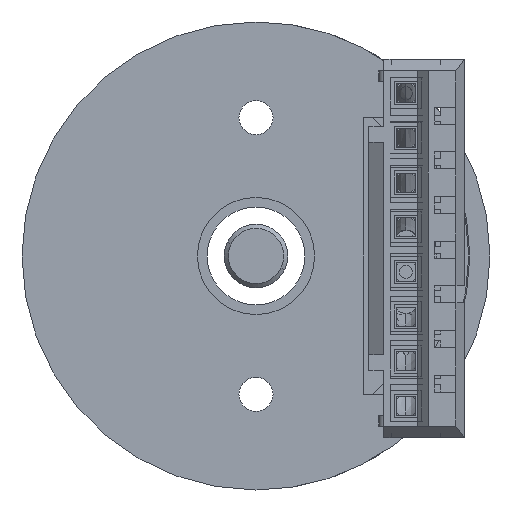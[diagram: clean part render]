
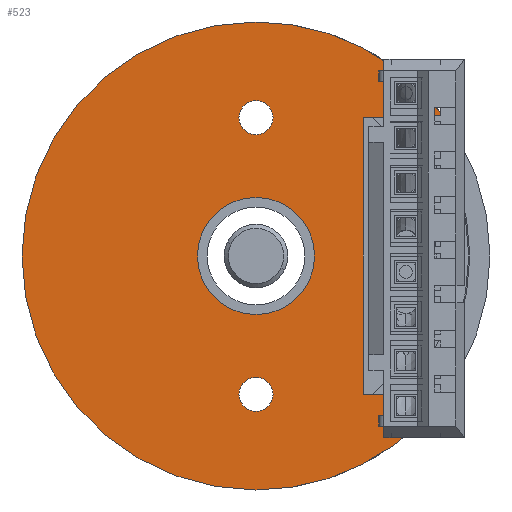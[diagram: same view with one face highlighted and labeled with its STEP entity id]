
A CAD part, front view. The second image highlights one B-rep face of the part: STEP entity #523.
In plain terms, the highlighted planar face has unit normal (0, -1, 0).
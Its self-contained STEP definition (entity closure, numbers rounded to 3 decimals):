
#91 = CARTESIAN_POINT ( 'NONE',  ( 0., 0., 6.5 ) ) ;
#302 = LINE ( 'NONE', #16251, #7839 ) ;
#472 = VERTEX_POINT ( 'NONE', #15759 ) ;
#523 = ADVANCED_FACE ( 'NONE', ( #12262, #8501, #15515, #11796 ), #14484, .T. ) ;
#579 = CARTESIAN_POINT ( 'NONE',  ( 0., 0., 0. ) ) ;
#593 = CARTESIAN_POINT ( 'NONE',  ( 5.05, 0., 0. ) ) ;
#992 = LINE ( 'NONE', #593, #8049 ) ;
#1171 = CARTESIAN_POINT ( 'NONE',  ( 0., 0., 11. ) ) ;
#1215 = EDGE_CURVE ( 'NONE', #14848, #8340, #17938, .T. ) ;
#1257 = VERTEX_POINT ( 'NONE', #8301 ) ;
#1317 = CARTESIAN_POINT ( 'NONE',  ( 0., 0., 5.7 ) ) ;
#1520 = DIRECTION ( 'NONE',  ( 0., 0., -1. ) ) ;
#1878 = DIRECTION ( 'NONE',  ( 0., -1., 0. ) ) ;
#1884 = EDGE_LOOP ( 'NONE', ( #16061, #2262, #10924, #14784, #10012, #11593 ) ) ;
#1994 = DIRECTION ( 'NONE',  ( 0., 0., -1. ) ) ;
#2060 = CIRCLE ( 'NONE', #9249, 11. ) ;
#2155 = CARTESIAN_POINT ( 'NONE',  ( 0., 0., 0. ) ) ;
#2208 = DIRECTION ( 'NONE',  ( 0., -1., 0. ) ) ;
#2262 = ORIENTED_EDGE ( 'NONE', *, *, #7051, .F. ) ;
#2708 = CIRCLE ( 'NONE', #6902, 2.75 ) ;
#3503 = EDGE_CURVE ( 'NONE', #10743, #14382, #12784, .T. ) ;
#3561 = DIRECTION ( 'NONE',  ( 0., 0., -1. ) ) ;
#3839 = CARTESIAN_POINT ( 'NONE',  ( 5.05, 0., -6.5 ) ) ;
#3949 = DIRECTION ( 'NONE',  ( 0., -1., 0. ) ) ;
#4285 = VERTEX_POINT ( 'NONE', #1317 ) ;
#4334 = DIRECTION ( 'NONE',  ( -1., 0., 0. ) ) ;
#5418 = CARTESIAN_POINT ( 'NONE',  ( 0., 0., 0. ) ) ;
#6078 = DIRECTION ( 'NONE',  ( 0., -1., 0. ) ) ;
#6433 = CARTESIAN_POINT ( 'NONE',  ( 0., 0., 0. ) ) ;
#6464 = AXIS2_PLACEMENT_3D ( 'NONE', #91, #9936, #1520 ) ;
#6722 = VERTEX_POINT ( 'NONE', #1171 ) ;
#6741 = EDGE_LOOP ( 'NONE', ( #12324, #8847 ) ) ;
#6824 = DIRECTION ( 'NONE',  ( 0., 0., -1. ) ) ;
#6853 = CARTESIAN_POINT ( 'NONE',  ( 0., 0., 6.5 ) ) ;
#6902 = AXIS2_PLACEMENT_3D ( 'NONE', #2155, #11994, #3561 ) ;
#7050 = LINE ( 'NONE', #7164, #10804 ) ;
#7051 = EDGE_CURVE ( 'NONE', #15680, #14461, #992, .T. ) ;
#7164 = CARTESIAN_POINT ( 'NONE',  ( 2.75, 0., 6.5 ) ) ;
#7451 = CIRCLE ( 'NONE', #16841, 11. ) ;
#7502 = EDGE_CURVE ( 'NONE', #14461, #1257, #302, .T. ) ;
#7839 = VECTOR ( 'NONE', #14833, 1000. ) ;
#7874 = DIRECTION ( 'NONE',  ( 0., 0., -1. ) ) ;
#8049 = VECTOR ( 'NONE', #16013, 1000. ) ;
#8100 = CARTESIAN_POINT ( 'NONE',  ( 0., 0., 7.3 ) ) ;
#8119 = CARTESIAN_POINT ( 'NONE',  ( 5.05, 0., 6.5 ) ) ;
#8278 = DIRECTION ( 'NONE',  ( 0., 0., -1. ) ) ;
#8301 = CARTESIAN_POINT ( 'NONE',  ( 8.874, 0., -6.5 ) ) ;
#8340 = VERTEX_POINT ( 'NONE', #16877 ) ;
#8501 = FACE_BOUND ( 'NONE', #12130, .T. ) ;
#8542 = AXIS2_PLACEMENT_3D ( 'NONE', #10621, #2208, #12051 ) ;
#8847 = ORIENTED_EDGE ( 'NONE', *, *, #1215, .F. ) ;
#8883 = CARTESIAN_POINT ( 'NONE',  ( 2.75, 0., 0. ) ) ;
#9249 = AXIS2_PLACEMENT_3D ( 'NONE', #579, #10418, #1994 ) ;
#9729 = EDGE_CURVE ( 'NONE', #4285, #16824, #17152, .T. ) ;
#9749 = AXIS2_PLACEMENT_3D ( 'NONE', #5418, #15232, #6824 ) ;
#9936 = DIRECTION ( 'NONE',  ( 0., -1., 0. ) ) ;
#9975 = EDGE_CURVE ( 'NONE', #16790, #6722, #16754, .T. ) ;
#10012 = ORIENTED_EDGE ( 'NONE', *, *, #11828, .T. ) ;
#10418 = DIRECTION ( 'NONE',  ( 0., -1., 0. ) ) ;
#10621 = CARTESIAN_POINT ( 'NONE',  ( 0., 0., -6.5 ) ) ;
#10743 = VERTEX_POINT ( 'NONE', #12042 ) ;
#10804 = VECTOR ( 'NONE', #4334, 1000. ) ;
#10924 = ORIENTED_EDGE ( 'NONE', *, *, #17576, .F. ) ;
#11593 = ORIENTED_EDGE ( 'NONE', *, *, #15393, .T. ) ;
#11716 = DIRECTION ( 'NONE',  ( 0., 0., -1. ) ) ;
#11796 = FACE_BOUND ( 'NONE', #6741, .T. ) ;
#11828 = EDGE_CURVE ( 'NONE', #6722, #472, #7451, .T. ) ;
#11994 = DIRECTION ( 'NONE',  ( 0., -1., 0. ) ) ;
#12042 = CARTESIAN_POINT ( 'NONE',  ( 0., 0., -5.7 ) ) ;
#12051 = DIRECTION ( 'NONE',  ( 0., 0., -1. ) ) ;
#12095 = CARTESIAN_POINT ( 'NONE',  ( 0., 0., -7.3 ) ) ;
#12130 = EDGE_LOOP ( 'NONE', ( #17569, #15056 ) ) ;
#12231 = ORIENTED_EDGE ( 'NONE', *, *, #9729, .F. ) ;
#12262 = FACE_BOUND ( 'NONE', #15233, .T. ) ;
#12324 = ORIENTED_EDGE ( 'NONE', *, *, #16531, .F. ) ;
#12385 = CARTESIAN_POINT ( 'NONE',  ( 0., 0., -6.5 ) ) ;
#12784 = CIRCLE ( 'NONE', #16108, 0.8 ) ;
#13775 = DIRECTION ( 'NONE',  ( 0., 0., -1. ) ) ;
#14382 = VERTEX_POINT ( 'NONE', #12095 ) ;
#14461 = VERTEX_POINT ( 'NONE', #3839 ) ;
#14484 = PLANE ( 'NONE',  #17367 ) ;
#14499 = CARTESIAN_POINT ( 'NONE',  ( 0., 0., 0. ) ) ;
#14784 = ORIENTED_EDGE ( 'NONE', *, *, #9975, .T. ) ;
#14833 = DIRECTION ( 'NONE',  ( 1., 0., 0. ) ) ;
#14848 = VERTEX_POINT ( 'NONE', #17430 ) ;
#15056 = ORIENTED_EDGE ( 'NONE', *, *, #3503, .F. ) ;
#15204 = AXIS2_PLACEMENT_3D ( 'NONE', #14499, #6078, #15898 ) ;
#15232 = DIRECTION ( 'NONE',  ( 0., -1., 0. ) ) ;
#15233 = EDGE_LOOP ( 'NONE', ( #12231, #17722 ) ) ;
#15393 = EDGE_CURVE ( 'NONE', #472, #1257, #2060, .T. ) ;
#15515 = FACE_OUTER_BOUND ( 'NONE', #1884, .T. ) ;
#15596 = CIRCLE ( 'NONE', #8542, 0.8 ) ;
#15680 = VERTEX_POINT ( 'NONE', #8119 ) ;
#15759 = CARTESIAN_POINT ( 'NONE',  ( 0., 0., -11. ) ) ;
#15898 = DIRECTION ( 'NONE',  ( 0., 0., -1. ) ) ;
#16013 = DIRECTION ( 'NONE',  ( 0., 0., -1. ) ) ;
#16061 = ORIENTED_EDGE ( 'NONE', *, *, #7502, .F. ) ;
#16108 = AXIS2_PLACEMENT_3D ( 'NONE', #12385, #3949, #13775 ) ;
#16251 = CARTESIAN_POINT ( 'NONE',  ( 2.75, 0., -6.5 ) ) ;
#16271 = DIRECTION ( 'NONE',  ( 0., -1., 0. ) ) ;
#16321 = AXIS2_PLACEMENT_3D ( 'NONE', #6853, #16673, #8278 ) ;
#16531 = EDGE_CURVE ( 'NONE', #8340, #14848, #2708, .T. ) ;
#16673 = DIRECTION ( 'NONE',  ( 0., -1., 0. ) ) ;
#16754 = CIRCLE ( 'NONE', #15204, 11. ) ;
#16790 = VERTEX_POINT ( 'NONE', #17833 ) ;
#16824 = VERTEX_POINT ( 'NONE', #8100 ) ;
#16841 = AXIS2_PLACEMENT_3D ( 'NONE', #6433, #16271, #7874 ) ;
#16877 = CARTESIAN_POINT ( 'NONE',  ( 0., 0., -2.75 ) ) ;
#16918 = EDGE_CURVE ( 'NONE', #16824, #4285, #17617, .T. ) ;
#17152 = CIRCLE ( 'NONE', #6464, 0.8 ) ;
#17367 = AXIS2_PLACEMENT_3D ( 'NONE', #8883, #1878, #11716 ) ;
#17430 = CARTESIAN_POINT ( 'NONE',  ( 0., 0., 2.75 ) ) ;
#17569 = ORIENTED_EDGE ( 'NONE', *, *, #17734, .F. ) ;
#17576 = EDGE_CURVE ( 'NONE', #16790, #15680, #7050, .T. ) ;
#17617 = CIRCLE ( 'NONE', #16321, 0.8 ) ;
#17722 = ORIENTED_EDGE ( 'NONE', *, *, #16918, .F. ) ;
#17734 = EDGE_CURVE ( 'NONE', #14382, #10743, #15596, .T. ) ;
#17833 = CARTESIAN_POINT ( 'NONE',  ( 8.874, 0., 6.5 ) ) ;
#17938 = CIRCLE ( 'NONE', #9749, 2.75 ) ;
